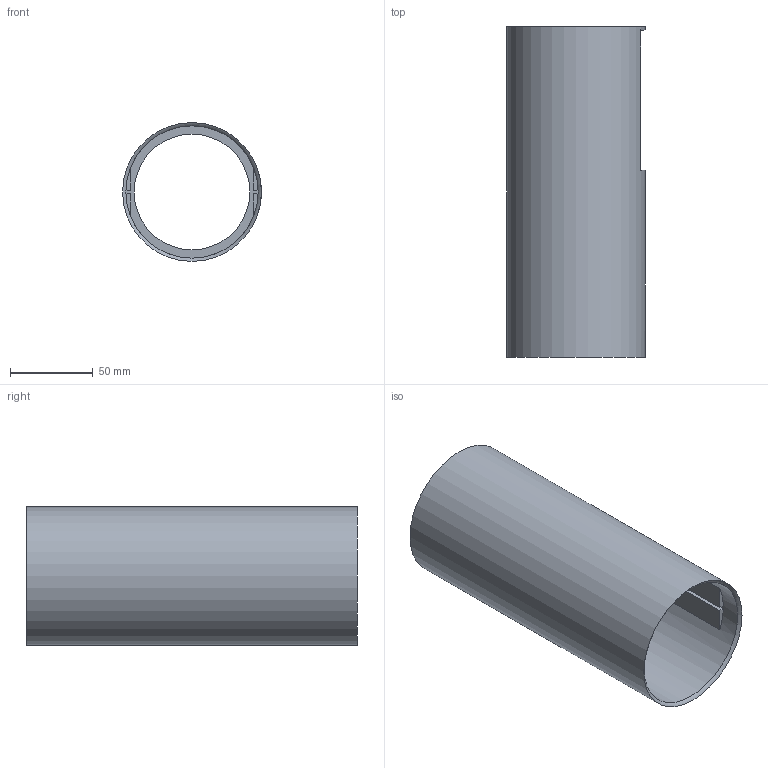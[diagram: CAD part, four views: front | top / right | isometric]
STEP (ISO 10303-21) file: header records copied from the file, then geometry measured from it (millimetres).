
FILE_DESCRIPTION(('STEP AP214'), '1');
FILE_NAME('Êîðïóñ âíåøíèé', '', ('UNSPECIFIED'), ('UNSPECIFIED'), 'ASCON STEP Converter 1.6', 'ASCON Math Kernel', '');
FILE_SCHEMA(('AUTOMOTIVE_DESIGN { 1 0 10303 214 3 1 1}'));
Length unit declared in the file: millimetre
Products named in the file (1): Êîðïóñ âíåøíèé
Bounding box: 84 x 200 x 84 mm (x, y, z)
Volume: 129044.3 mm3; surface area: 104174.4 mm2
Topology: 1 solids, 1 shells, 52 faces, 146 edges, 96 vertices
Faces by surface type: plane 39, cylinder 12, torus 1
Full cylindrical faces by diameter (mm): 70 x1, 80 x1, 84 x1
Entity records: 2136 total; most frequent: CARTESIAN_POINT 292, DIRECTION 286, ORIENTED_EDGE 284, EDGE_CURVE 142, LINE 106, VECTOR 106, VERTEX_POINT 96, AXIS2_PLACEMENT_3D 90
